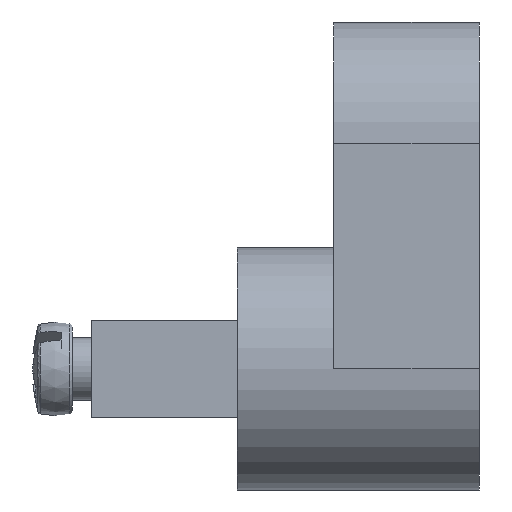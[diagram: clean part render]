
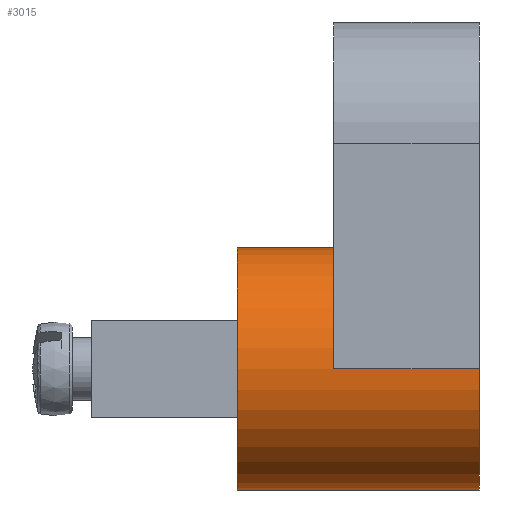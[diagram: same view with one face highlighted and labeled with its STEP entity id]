
A CAD part, left-side view. The second image highlights one B-rep face of the part: STEP entity #3015.
In plain terms, the highlighted cylindrical face has radius 7.5 mm (diameter 15 mm), a full revolution.
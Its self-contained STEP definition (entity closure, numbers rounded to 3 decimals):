
#202=LINE('',#6093,#248);
#203=LINE('',#6096,#249);
#248=VECTOR('',#4191,9.);
#249=VECTOR('',#4194,9.);
#610=FACE_BOUND('',#1411,.T.);
#811=CIRCLE('',#3388,7.5);
#812=CIRCLE('',#3389,7.5);
#813=CIRCLE('',#3390,7.5);
#983=FACE_OUTER_BOUND('',#1410,.T.);
#1410=EDGE_LOOP('',(#2569,#2570,#2571,#2572));
#1411=EDGE_LOOP('',(#2573));
#1725=VERTEX_POINT('',#6089);
#1726=VERTEX_POINT('',#6090);
#1727=VERTEX_POINT('',#6092);
#1728=VERTEX_POINT('',#6094);
#1729=VERTEX_POINT('',#6097);
#2014=EDGE_CURVE('',#1725,#1726,#811,.T.);
#2015=EDGE_CURVE('',#1727,#1726,#202,.T.);
#2016=EDGE_CURVE('',#1728,#1727,#812,.T.);
#2017=EDGE_CURVE('',#1728,#1725,#203,.T.);
#2018=EDGE_CURVE('',#1729,#1729,#813,.T.);
#2569=ORIENTED_EDGE('',*,*,#2014,.T.);
#2570=ORIENTED_EDGE('',*,*,#2015,.F.);
#2571=ORIENTED_EDGE('',*,*,#2016,.F.);
#2572=ORIENTED_EDGE('',*,*,#2017,.T.);
#2573=ORIENTED_EDGE('',*,*,#2018,.F.);
#2714=CYLINDRICAL_SURFACE('',#3387,7.5);
#3015=ADVANCED_FACE('',(#983,#610),#2714,.T.);
#3387=AXIS2_PLACEMENT_3D('',#6088,#4187,#4188);
#3388=AXIS2_PLACEMENT_3D('',#6091,#4189,#4190);
#3389=AXIS2_PLACEMENT_3D('',#6095,#4192,#4193);
#3390=AXIS2_PLACEMENT_3D('',#6098,#4195,#4196);
#4187=DIRECTION('center_axis',(0.,1.,0.));
#4188=DIRECTION('ref_axis',(0.,0.,1.));
#4189=DIRECTION('center_axis',(0.,1.,0.));
#4190=DIRECTION('ref_axis',(0.,0.,1.));
#4191=DIRECTION('',(0.,1.,0.));
#4192=DIRECTION('center_axis',(0.,-1.,0.));
#4193=DIRECTION('ref_axis',(0.,0.,1.));
#4194=DIRECTION('',(0.,1.,0.));
#4195=DIRECTION('center_axis',(0.,1.,0.));
#4196=DIRECTION('ref_axis',(0.,0.,1.));
#6088=CARTESIAN_POINT('Origin',(-7.,-10.607,0.));
#6089=CARTESIAN_POINT('',(-7.,9.,7.5));
#6090=CARTESIAN_POINT('',(-7.,9.,-7.5));
#6091=CARTESIAN_POINT('Origin',(-7.,9.,0.));
#6092=CARTESIAN_POINT('',(-7.,0.,-7.5));
#6093=CARTESIAN_POINT('',(-7.,-10.607,-7.5));
#6094=CARTESIAN_POINT('',(-7.,0.,7.5));
#6095=CARTESIAN_POINT('Origin',(-7.,0.,0.));
#6096=CARTESIAN_POINT('',(-7.,-10.607,7.5));
#6097=CARTESIAN_POINT('',(-7.,15.,7.5));
#6098=CARTESIAN_POINT('Origin',(-7.,15.,0.));
